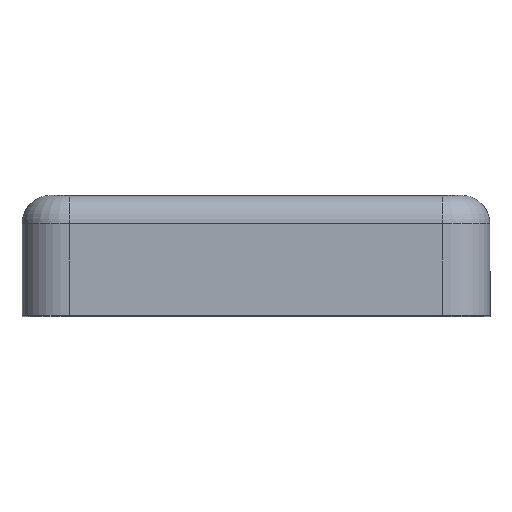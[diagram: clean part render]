
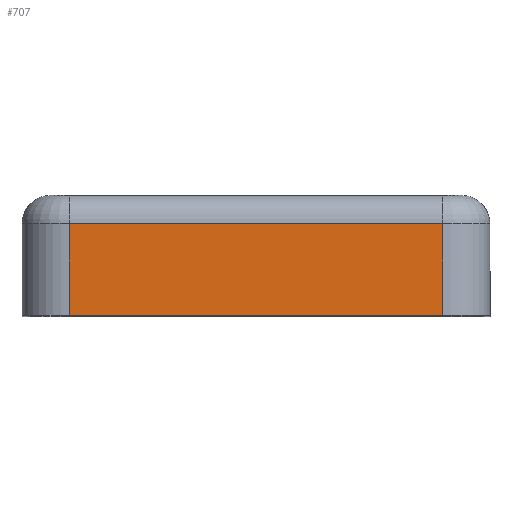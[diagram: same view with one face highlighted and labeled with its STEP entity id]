
A CAD part, top view. The second image highlights one B-rep face of the part: STEP entity #707.
In plain terms, the highlighted planar face has unit normal (0, 0, 1).
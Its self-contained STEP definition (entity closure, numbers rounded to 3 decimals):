
#62 = AXIS2_PLACEMENT_3D ( 'NONE', #812, #792, #184 ) ;
#65 = CARTESIAN_POINT ( 'NONE',  ( 5.9, 0., 11.5 ) ) ;
#184 = DIRECTION ( 'NONE',  ( 0., -1., 0. ) ) ;
#214 = CARTESIAN_POINT ( 'NONE',  ( 5.9, -3.8, 11.5 ) ) ;
#254 = LINE ( 'NONE', #65, #1023 ) ;
#276 = VERTEX_POINT ( 'NONE', #407 ) ;
#407 = CARTESIAN_POINT ( 'NONE',  ( -5.9, -3.8, 11.5 ) ) ;
#493 = VERTEX_POINT ( 'NONE', #714 ) ;
#513 = DIRECTION ( 'NONE',  ( 1., 0., 0. ) ) ;
#630 = EDGE_LOOP ( 'NONE', ( #1358, #833, #994, #2615 ) ) ;
#707 = ADVANCED_FACE ( 'NONE', ( #1854 ), #2687, .T. ) ;
#714 = CARTESIAN_POINT ( 'NONE',  ( 5.9, -0.9, 11.5 ) ) ;
#744 = EDGE_CURVE ( 'NONE', #276, #2082, #1241, .T. ) ;
#792 = DIRECTION ( 'NONE',  ( 0., 0., 1. ) ) ;
#812 = CARTESIAN_POINT ( 'NONE',  ( -5.9, 0., 11.5 ) ) ;
#825 = CARTESIAN_POINT ( 'NONE',  ( -5.9, -3.8, 11.5 ) ) ;
#833 = ORIENTED_EDGE ( 'NONE', *, *, #837, .F. ) ;
#837 = EDGE_CURVE ( 'NONE', #493, #2082, #254, .T. ) ;
#897 = DIRECTION ( 'NONE',  ( 0., -1., 0. ) ) ;
#994 = ORIENTED_EDGE ( 'NONE', *, *, #2244, .F. ) ;
#1022 = EDGE_CURVE ( 'NONE', #1807, #276, #2493, .T. ) ;
#1023 = VECTOR ( 'NONE', #897, 1000. ) ;
#1241 = LINE ( 'NONE', #825, #2175 ) ;
#1358 = ORIENTED_EDGE ( 'NONE', *, *, #744, .T. ) ;
#1547 = LINE ( 'NONE', #2409, #1702 ) ;
#1702 = VECTOR ( 'NONE', #513, 1000. ) ;
#1807 = VERTEX_POINT ( 'NONE', #2194 ) ;
#1854 = FACE_OUTER_BOUND ( 'NONE', #630, .T. ) ;
#2061 = DIRECTION ( 'NONE',  ( 0., -1., 0. ) ) ;
#2082 = VERTEX_POINT ( 'NONE', #214 ) ;
#2091 = DIRECTION ( 'NONE',  ( 1., 0., 0. ) ) ;
#2175 = VECTOR ( 'NONE', #2091, 1000. ) ;
#2194 = CARTESIAN_POINT ( 'NONE',  ( -5.9, -0.9, 11.5 ) ) ;
#2244 = EDGE_CURVE ( 'NONE', #1807, #493, #1547, .T. ) ;
#2267 = VECTOR ( 'NONE', #2061, 1000. ) ;
#2281 = CARTESIAN_POINT ( 'NONE',  ( -5.9, 0., 11.5 ) ) ;
#2409 = CARTESIAN_POINT ( 'NONE',  ( -5.9, -0.9, 11.5 ) ) ;
#2493 = LINE ( 'NONE', #2281, #2267 ) ;
#2615 = ORIENTED_EDGE ( 'NONE', *, *, #1022, .T. ) ;
#2687 = PLANE ( 'NONE',  #62 ) ;
